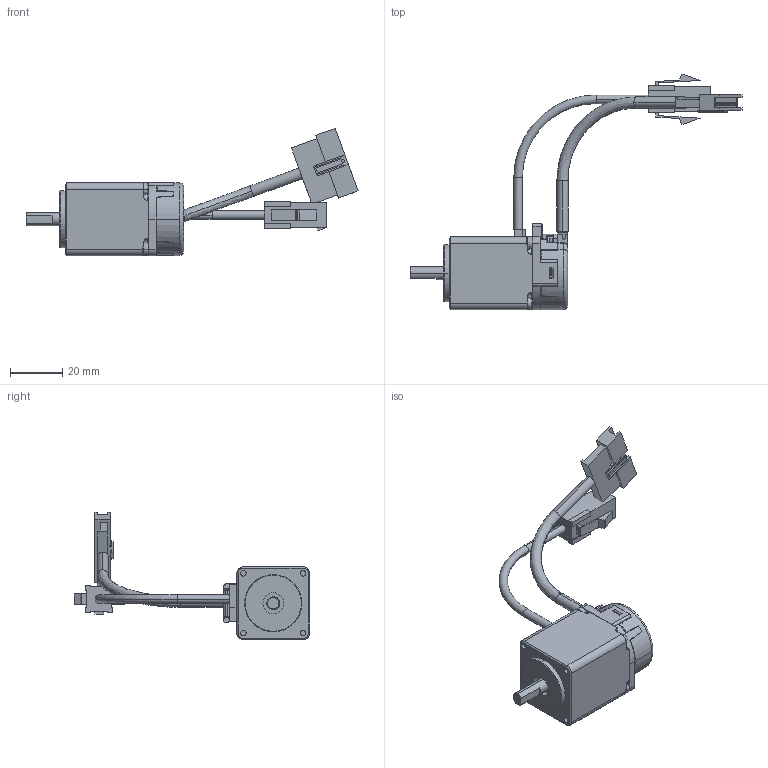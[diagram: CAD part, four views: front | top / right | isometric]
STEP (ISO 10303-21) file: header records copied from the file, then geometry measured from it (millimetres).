
FILE_DESCRIPTION (( 'STEP AP214' ), '1' );
FILE_NAME ('P11-MO-028-01-R01.STEP', '2015-06-29T04:02:11', ( '' ), ( '' ), 'SwSTEP 2.0', 'SolidWorks 2013', '' );
FILE_SCHEMA (( 'AUTOMOTIVE_DESIGN' ));
Length unit declared in the file: millimetre
Products named in the file (13): P11-MO-028-01-R01; M11-MO-028-01-R01; 馨檜蝶; encoder_cable_28; SW3dPS-R28i_R28i_Cover; SW3dPS-R28i_R28i_LeadFrame; SW3dPS-R28i_R28i_BaseStandoff; SW3dPS-R28i_Connector; SW3dPS-R28i_R28i_PCB; SW3dPS-R28i_R28i_Disk; SW3dPS-R28i_R28i_Hub; 馨檜綰; Power_Cable_20
Assembly tree (12 placements, depth 3):
  P11-MO-028-01-R01
    馨檜綰
      Power_Cable_20
    馨檜蝶
      SW3dPS-R28i_R28i_Hub
      SW3dPS-R28i_R28i_Disk
      SW3dPS-R28i_R28i_PCB
      SW3dPS-R28i_Connector
      SW3dPS-R28i_R28i_BaseStandoff
      SW3dPS-R28i_R28i_LeadFrame
      SW3dPS-R28i_R28i_Cover
      encoder_cable_28
    M11-MO-028-01-R01
Bounding box: 127.69 x 90.51 x 48.95 mm (x, y, z)
Volume: 34086.6 mm3; surface area: 22314.9 mm2
Topology: 9 solids, 10 shells, 3952 faces, 11171 edges, 7355 vertices
Faces by surface type: plane 3278, cylinder 484, cone 103, bspline 77, torus 6, sphere 4
Entity records: 130681 total; most frequent: CARTESIAN_POINT 28501, ORIENTED_EDGE 22308, DIRECTION 19234, EDGE_CURVE 11156, LINE 9556, VECTOR 9556, VERTEX_POINT 7351, AXIS2_PLACEMENT_3D 4839
